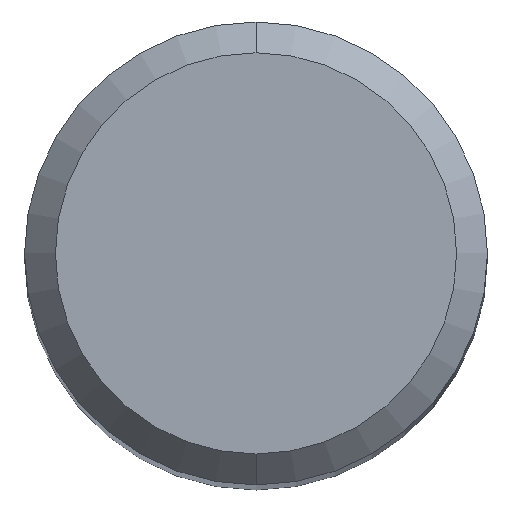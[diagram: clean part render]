
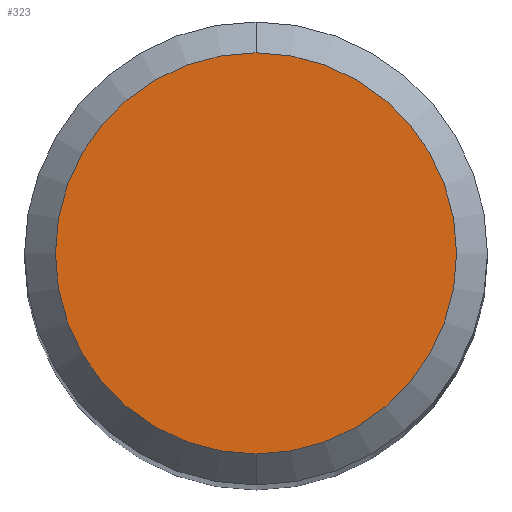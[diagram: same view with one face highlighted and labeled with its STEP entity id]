
A CAD part, top view. The second image highlights one B-rep face of the part: STEP entity #323.
In plain terms, the highlighted planar face has unit normal (0, 0, 1).
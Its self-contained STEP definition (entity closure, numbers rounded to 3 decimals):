
#311=EDGE_CURVE('',#343,#345,#633,.T.);
#317=EDGE_CURVE('',#345,#343,#640,.T.);
#323=ADVANCED_FACE('',(#646),#647,.T.);
#343=VERTEX_POINT('',#670);
#345=VERTEX_POINT('',#672);
#633=CIRCLE('',#1100,2.6);
#640=CIRCLE('',#1110,2.6);
#646=FACE_OUTER_BOUND('',#1119,.T.);
#647=PLANE('',#1120);
#670=CARTESIAN_POINT('',(0.0,2.6,0.0));
#672=CARTESIAN_POINT('',(0.,-2.6,0.0));
#1100=AXIS2_PLACEMENT_3D('',#1626,#1627,#1628);
#1110=AXIS2_PLACEMENT_3D('',#1639,#1640,#1641);
#1119=EDGE_LOOP('',(#1647,#1648));
#1120=AXIS2_PLACEMENT_3D('',#1649,#1650,#1651);
#1626=CARTESIAN_POINT('',(0.0,0.0,0.0));
#1627=DIRECTION('',(0.0,0.0,-1.0));
#1628=DIRECTION('',(0.0,1.0,0.0));
#1639=CARTESIAN_POINT('',(0.0,0.0,0.0));
#1640=DIRECTION('',(0.0,0.0,-1.0));
#1641=DIRECTION('',(0.0,1.0,0.0));
#1647=ORIENTED_EDGE('',*,*,#311,.F.);
#1648=ORIENTED_EDGE('',*,*,#317,.F.);
#1649=CARTESIAN_POINT('',(0.0,1.3,0.0));
#1650=DIRECTION('',(-0.0,0.0,1.0));
#1651=DIRECTION('',(0.0,-1.0,0.0));
